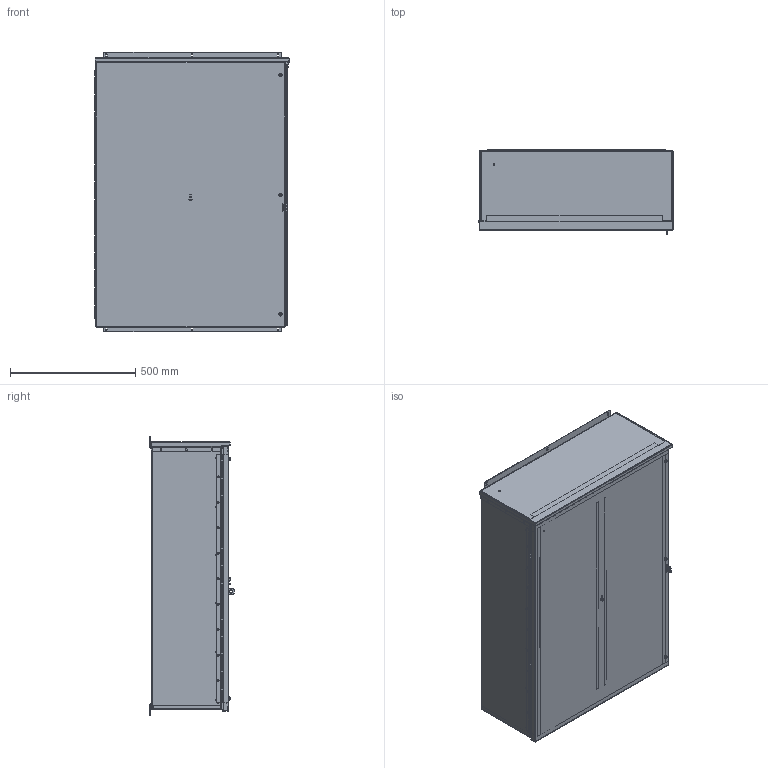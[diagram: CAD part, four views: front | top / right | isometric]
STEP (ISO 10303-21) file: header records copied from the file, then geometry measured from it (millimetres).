
FILE_DESCRIPTION (( 'STEP AP203' ), '1' );
FILE_NAME ('C3R423012HCR_Default.step', '2019-11-12T22:56:37', ( '' ), ( '' ), 'SwSTEP 2.0', 'SolidWorks 2019', '' );
FILE_SCHEMA (( 'CONFIG_CONTROL_DESIGN' ));
Length unit declared in the file: inch
Products named in the file (1): C3R423012HCR_Default
Bounding box: 776.52 x 336.8 x 1117.6 mm (x, y, z)
Volume: 6416761.3 mm3; surface area: 6892602.5 mm2
Topology: 41 solids, 41 shells, 1232 faces, 3206 edges, 2098 vertices
Faces by surface type: plane 645, cylinder 511, bspline 52, cone 24
Entity records: 38821 total; most frequent: CARTESIAN_POINT 7649, DIRECTION 6552, ORIENTED_EDGE 6412, EDGE_CURVE 3206, AXIS2_PLACEMENT_3D 2265, VERTEX_POINT 2098, VECTOR 2022, LINE 2022
